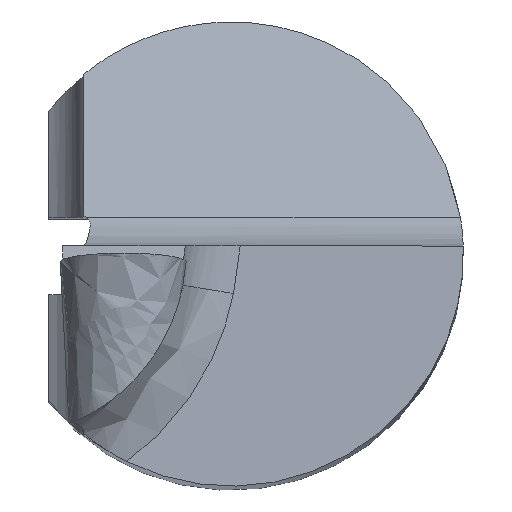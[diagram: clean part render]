
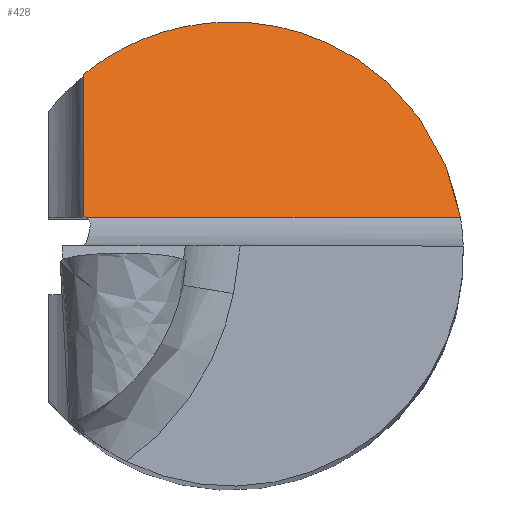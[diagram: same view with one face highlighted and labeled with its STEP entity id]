
A CAD part, top view. The second image highlights one B-rep face of the part: STEP entity #428.
In plain terms, the highlighted planar face has unit normal (0, 0.766, 0.643).
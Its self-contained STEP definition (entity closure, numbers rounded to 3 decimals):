
#109 = CARTESIAN_POINT ( 'NONE',  ( -1.864, 0.474, 28.01 ) ) ;
#125 = CARTESIAN_POINT ( 'NONE',  ( -1.886, 0.488, 27.993 ) ) ;
#173 = CARTESIAN_POINT ( 'NONE',  ( 2.962, 0.474, 28.01 ) ) ;
#190 = VERTEX_POINT ( 'NONE', #696 ) ;
#212 = CARTESIAN_POINT ( 'NONE',  ( -1.9, 2.322, 25.808 ) ) ;
#261 = DIRECTION ( 'NONE',  ( 0., 0.643, -0.766 ) ) ;
#325 = EDGE_CURVE ( 'NONE', #330, #1156, #867, .T. ) ;
#330 = VERTEX_POINT ( 'NONE', #468 ) ;
#428 = ADVANCED_FACE ( 'NONE', ( #1078 ), #1162, .F. ) ;
#458 = EDGE_CURVE ( 'NONE', #330, #464, #536, .T. ) ;
#464 = VERTEX_POINT ( 'NONE', #109 ) ;
#468 = CARTESIAN_POINT ( 'NONE',  ( 2.962, 0.474, 28.01 ) ) ;
#482 = VECTOR ( 'NONE', #1244, 1000. ) ;
#496 = CARTESIAN_POINT ( 'NONE',  ( -1.864, 0.474, 28.01 ) ) ;
#526 = ORIENTED_EDGE ( 'NONE', *, *, #325, .T. ) ;
#533 = CARTESIAN_POINT ( 'NONE',  ( -1.9, 5.445, 22.086 ) ) ;
#536 = LINE ( 'NONE', #956, #754 ) ;
#541 = LINE ( 'NONE', #533, #482 ) ;
#560 = ORIENTED_EDGE ( 'NONE', *, *, #703, .T. ) ;
#563 = CARTESIAN_POINT ( 'NONE',  ( 0.116, 3.971, 23.843 ) ) ;
#567 = EDGE_LOOP ( 'NONE', ( #1176, #526, #620, #560 ) ) ;
#620 = ORIENTED_EDGE ( 'NONE', *, *, #861, .T. ) ;
#646 = AXIS2_PLACEMENT_3D ( 'NONE', #770, #670, #261 ) ;
#670 = DIRECTION ( 'NONE',  ( 0., -0.766, -0.643 ) ) ;
#696 = CARTESIAN_POINT ( 'NONE',  ( -1.9, 0.493, 27.988 ) ) ;
#703 = EDGE_CURVE ( 'NONE', #190, #464, #959, .T. ) ;
#754 = VECTOR ( 'NONE', #1242, 1000. ) ;
#770 = CARTESIAN_POINT ( 'NONE',  ( 3., 0.474, 28.01 ) ) ;
#861 = EDGE_CURVE ( 'NONE', #1156, #190, #541, .T. ) ;
#867 =( BOUNDED_CURVE ( )  B_SPLINE_CURVE ( 3, ( #173, #1179, #563, #1287 ),
 .UNSPECIFIED., .F., .T. ) 
 B_SPLINE_CURVE_WITH_KNOTS ( ( 4, 4 ),
 ( 4.871, 6.969 ),
 .UNSPECIFIED. ) 
 CURVE ( )  GEOMETRIC_REPRESENTATION_ITEM ( )  RATIONAL_B_SPLINE_CURVE ( ( 1., 0.666, 0.666, 1. ) ) 
 REPRESENTATION_ITEM ( '' )  );
#912 = CARTESIAN_POINT ( 'NONE',  ( -1.874, 0.482, 28.001 ) ) ;
#956 = CARTESIAN_POINT ( 'NONE',  ( 3., 0.474, 28.01 ) ) ;
#959 = B_SPLINE_CURVE_WITH_KNOTS ( 'NONE', 3,
 ( #1208, #125, #912, #496 ),
 .UNSPECIFIED., .F., .F.,
 ( 4, 4 ),
 ( 0., 0. ),
 .UNSPECIFIED. ) ;
#1078 = FACE_OUTER_BOUND ( 'NONE', #567, .T. ) ;
#1156 = VERTEX_POINT ( 'NONE', #212 ) ;
#1162 = PLANE ( 'NONE',  #646 ) ;
#1176 = ORIENTED_EDGE ( 'NONE', *, *, #458, .F. ) ;
#1179 = CARTESIAN_POINT ( 'NONE',  ( 2.55, 3.046, 24.945 ) ) ;
#1208 = CARTESIAN_POINT ( 'NONE',  ( -1.9, 0.493, 27.988 ) ) ;
#1242 = DIRECTION ( 'NONE',  ( -1., 0., 0. ) ) ;
#1244 = DIRECTION ( 'NONE',  ( 0., -0.643, 0.766 ) ) ;
#1287 = CARTESIAN_POINT ( 'NONE',  ( -1.9, 2.322, 25.808 ) ) ;
